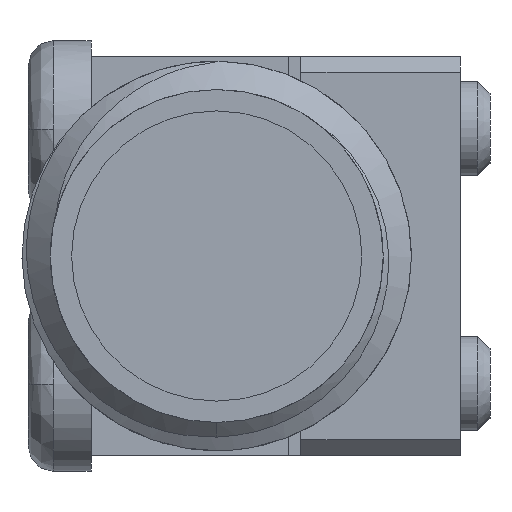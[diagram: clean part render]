
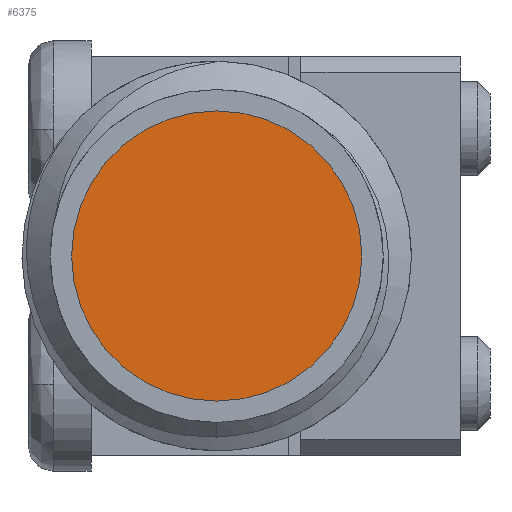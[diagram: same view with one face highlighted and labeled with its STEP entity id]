
A CAD part, left-side view. The second image highlights one B-rep face of the part: STEP entity #6375.
In plain terms, the highlighted planar face has unit normal (-1, 0, 0).
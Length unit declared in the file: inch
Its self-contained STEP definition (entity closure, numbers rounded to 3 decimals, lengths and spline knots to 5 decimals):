
#48 = EDGE_LOOP ( 'NONE', ( #570, #1330 ) ) ;
#111 = DIRECTION ( 'NONE',  ( -1., 0., 0. ) ) ;
#529 = DIRECTION ( 'NONE',  ( 0., 0., -1. ) ) ;
#570 = ORIENTED_EDGE ( 'NONE', *, *, #4708, .T. ) ;
#753 = VERTEX_POINT ( 'NONE', #5588 ) ;
#800 = CIRCLE ( 'NONE', #6475, 0.09094 ) ;
#1130 = FACE_OUTER_BOUND ( 'NONE', #48, .T. ) ;
#1206 = DIRECTION ( 'NONE',  ( 1., 0., 0. ) ) ;
#1311 = DIRECTION ( 'NONE',  ( -1., 0., 0. ) ) ;
#1330 = ORIENTED_EDGE ( 'NONE', *, *, #3501, .T. ) ;
#1695 = PLANE ( 'NONE',  #6776 ) ;
#1762 = DIRECTION ( 'NONE',  ( 0., 0., 1. ) ) ;
#1791 = CIRCLE ( 'NONE', #2742, 0.09094 ) ;
#2700 = CARTESIAN_POINT ( 'NONE',  ( 0.07677, 0., 0.09094 ) ) ;
#2742 = AXIS2_PLACEMENT_3D ( 'NONE', #6999, #111, #3590 ) ;
#2783 = CARTESIAN_POINT ( 'NONE',  ( 0.07677, 0., 0. ) ) ;
#3501 = EDGE_CURVE ( 'NONE', #753, #3806, #1791, .T. ) ;
#3590 = DIRECTION ( 'NONE',  ( 0., 0., 1. ) ) ;
#3806 = VERTEX_POINT ( 'NONE', #2700 ) ;
#4708 = EDGE_CURVE ( 'NONE', #3806, #753, #800, .T. ) ;
#4750 = CARTESIAN_POINT ( 'NONE',  ( 0.07677, 0., 0. ) ) ;
#5588 = CARTESIAN_POINT ( 'NONE',  ( 0.07677, 0., -0.09094 ) ) ;
#6375 = ADVANCED_FACE ( 'NONE', ( #1130 ), #1695, .F. ) ;
#6475 = AXIS2_PLACEMENT_3D ( 'NONE', #4750, #1311, #1762 ) ;
#6776 = AXIS2_PLACEMENT_3D ( 'NONE', #2783, #1206, #529 ) ;
#6999 = CARTESIAN_POINT ( 'NONE',  ( 0.07677, 0., 0. ) ) ;
